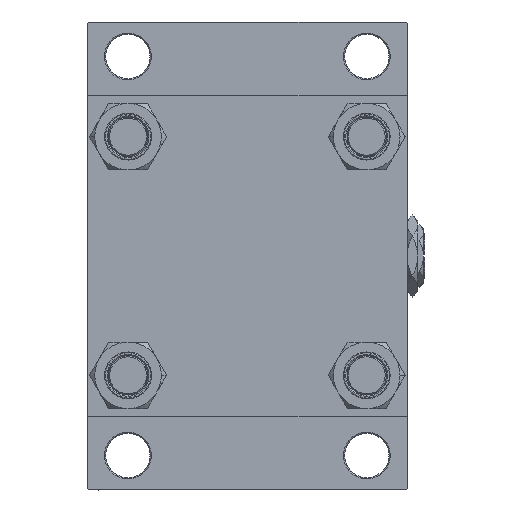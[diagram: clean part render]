
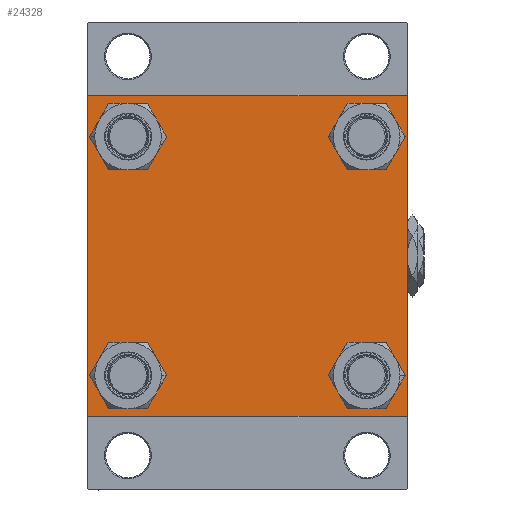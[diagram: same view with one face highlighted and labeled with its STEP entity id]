
A CAD part, left-side view. The second image highlights one B-rep face of the part: STEP entity #24328.
In plain terms, the highlighted planar face has unit normal (-1, 0, 0).
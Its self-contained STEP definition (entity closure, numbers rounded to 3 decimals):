
#367 = EDGE_CURVE ( 'NONE', #1126, #36105, #40980, .T. ) ;
#1126 = VERTEX_POINT ( 'NONE', #6851 ) ;
#1657 = EDGE_CURVE ( 'NONE', #12208, #44110, #48702, .T. ) ;
#1787 = EDGE_LOOP ( 'NONE', ( #49172, #33983 ) ) ;
#2631 = CIRCLE ( 'NONE', #19497, 8.5 ) ;
#2836 = ORIENTED_EDGE ( 'NONE', *, *, #8675, .F. ) ;
#2910 = DIRECTION ( 'NONE',  ( 0., 0., 1. ) ) ;
#3646 = VERTEX_POINT ( 'NONE', #30100 ) ;
#3758 = DIRECTION ( 'NONE',  ( 0., 0.707, -0.707 ) ) ;
#3784 = VECTOR ( 'NONE', #32502, 1000. ) ;
#3871 = CARTESIAN_POINT ( 'NONE',  ( 0., 48.45, -39.95 ) ) ;
#4755 = DIRECTION ( 'NONE',  ( 1., 0., 0. ) ) ;
#4767 = CARTESIAN_POINT ( 'NONE',  ( 0., -65., -64.5 ) ) ;
#5084 = EDGE_CURVE ( 'NONE', #25949, #29655, #49165, .T. ) ;
#5615 = EDGE_CURVE ( 'NONE', #36105, #1126, #38768, .T. ) ;
#5660 = CARTESIAN_POINT ( 'NONE',  ( 0., 48.45, 39.95 ) ) ;
#6094 = EDGE_CURVE ( 'NONE', #13709, #36987, #42521, .T. ) ;
#6173 = LINE ( 'NONE', #21275, #26304 ) ;
#6230 = DIRECTION ( 'NONE',  ( -1., 0., 0. ) ) ;
#6654 = EDGE_LOOP ( 'NONE', ( #44312, #38094, #11365, #39305, #2836, #9626, #30825, #14287 ) ) ;
#6851 = CARTESIAN_POINT ( 'NONE',  ( 0., 48.45, 56.95 ) ) ;
#7066 = AXIS2_PLACEMENT_3D ( 'NONE', #15080, #49043, #46025 ) ;
#7354 = EDGE_CURVE ( 'NONE', #35733, #46828, #40337, .T. ) ;
#8675 = EDGE_CURVE ( 'NONE', #40837, #10029, #14748, .T. ) ;
#9278 = FACE_BOUND ( 'NONE', #1787, .T. ) ;
#9626 = ORIENTED_EDGE ( 'NONE', *, *, #29099, .T. ) ;
#9661 = AXIS2_PLACEMENT_3D ( 'NONE', #31440, #4755, #19111 ) ;
#10029 = VERTEX_POINT ( 'NONE', #4767 ) ;
#10035 = EDGE_CURVE ( 'NONE', #46828, #35733, #2631, .T. ) ;
#10235 = CARTESIAN_POINT ( 'NONE',  ( 0., -48.45, -48.45 ) ) ;
#10580 = AXIS2_PLACEMENT_3D ( 'NONE', #34679, #23326, #26863 ) ;
#10688 = ORIENTED_EDGE ( 'NONE', *, *, #7354, .T. ) ;
#10767 = CARTESIAN_POINT ( 'NONE',  ( 0., 65., 65. ) ) ;
#10799 = VECTOR ( 'NONE', #40417, 1000. ) ;
#11365 = ORIENTED_EDGE ( 'NONE', *, *, #1657, .T. ) ;
#12208 = VERTEX_POINT ( 'NONE', #17134 ) ;
#12380 = CARTESIAN_POINT ( 'NONE',  ( 0., -48.45, -48.45 ) ) ;
#13311 = CARTESIAN_POINT ( 'NONE',  ( 0., 0., 0. ) ) ;
#13709 = VERTEX_POINT ( 'NONE', #16540 ) ;
#13788 = EDGE_CURVE ( 'NONE', #18405, #12208, #28355, .T. ) ;
#14287 = ORIENTED_EDGE ( 'NONE', *, *, #6094, .T. ) ;
#14355 = LINE ( 'NONE', #44555, #3784 ) ;
#14545 = LINE ( 'NONE', #10767, #14658 ) ;
#14658 = VECTOR ( 'NONE', #44507, 1000. ) ;
#14748 = LINE ( 'NONE', #22278, #25878 ) ;
#15080 = CARTESIAN_POINT ( 'NONE',  ( 0., 48.45, -48.45 ) ) ;
#16540 = CARTESIAN_POINT ( 'NONE',  ( 0., 64.5, 65. ) ) ;
#17031 = CIRCLE ( 'NONE', #29049, 8.5 ) ;
#17073 = AXIS2_PLACEMENT_3D ( 'NONE', #49690, #41890, #31577 ) ;
#17134 = CARTESIAN_POINT ( 'NONE',  ( 0., 64.5, -65. ) ) ;
#17303 = CARTESIAN_POINT ( 'NONE',  ( 0., 48.45, -48.45 ) ) ;
#18199 = CARTESIAN_POINT ( 'NONE',  ( 0., -64.5, -65. ) ) ;
#18405 = VERTEX_POINT ( 'NONE', #38844 ) ;
#18543 = ORIENTED_EDGE ( 'NONE', *, *, #5084, .T. ) ;
#19111 = DIRECTION ( 'NONE',  ( 0., 0., 1. ) ) ;
#19157 = CARTESIAN_POINT ( 'NONE',  ( 0., -48.45, 39.95 ) ) ;
#19497 = AXIS2_PLACEMENT_3D ( 'NONE', #47051, #27922, #39253 ) ;
#19706 = EDGE_LOOP ( 'NONE', ( #43433, #10688 ) ) ;
#19970 = VERTEX_POINT ( 'NONE', #3871 ) ;
#20012 = CARTESIAN_POINT ( 'NONE',  ( 0., -48.45, -56.95 ) ) ;
#20313 = EDGE_CURVE ( 'NONE', #44110, #10029, #14355, .T. ) ;
#21275 = CARTESIAN_POINT ( 'NONE',  ( 0., 65., 65. ) ) ;
#21506 = CARTESIAN_POINT ( 'NONE',  ( 0., 65., 64.5 ) ) ;
#21508 = ORIENTED_EDGE ( 'NONE', *, *, #367, .T. ) ;
#22278 = CARTESIAN_POINT ( 'NONE',  ( 0., -65., 65. ) ) ;
#23168 = VECTOR ( 'NONE', #45282, 1000. ) ;
#23326 = DIRECTION ( 'NONE',  ( 1., 0., 0. ) ) ;
#24328 = ADVANCED_FACE ( 'NONE', ( #39979, #24863, #9278, #32440, #47772 ), #32682, .T. ) ;
#24695 = EDGE_CURVE ( 'NONE', #13709, #3646, #6173, .T. ) ;
#24863 = FACE_BOUND ( 'NONE', #41106, .T. ) ;
#25535 = CARTESIAN_POINT ( 'NONE',  ( 0., -48.45, -39.95 ) ) ;
#25878 = VECTOR ( 'NONE', #44705, 1000. ) ;
#25949 = VERTEX_POINT ( 'NONE', #20012 ) ;
#26008 = CARTESIAN_POINT ( 'NONE',  ( 0., -48.45, 56.95 ) ) ;
#26304 = VECTOR ( 'NONE', #32871, 1000. ) ;
#26863 = DIRECTION ( 'NONE',  ( 0., 0., 1. ) ) ;
#27724 = DIRECTION ( 'NONE',  ( 1., 0., 0. ) ) ;
#27922 = DIRECTION ( 'NONE',  ( 1., 0., 0. ) ) ;
#28355 = LINE ( 'NONE', #47954, #10799 ) ;
#29049 = AXIS2_PLACEMENT_3D ( 'NONE', #10235, #29602, #2910 ) ;
#29098 = EDGE_CURVE ( 'NONE', #19970, #37266, #45667, .T. ) ;
#29099 = EDGE_CURVE ( 'NONE', #40837, #3646, #41499, .T. ) ;
#29602 = DIRECTION ( 'NONE',  ( 1., 0., 0. ) ) ;
#29610 = DIRECTION ( 'NONE',  ( 0., 0., 1. ) ) ;
#29655 = VERTEX_POINT ( 'NONE', #25535 ) ;
#29824 = CARTESIAN_POINT ( 'NONE',  ( 0., 65., -65. ) ) ;
#29927 = CARTESIAN_POINT ( 'NONE',  ( 0., -64.75, 64.75 ) ) ;
#30100 = CARTESIAN_POINT ( 'NONE',  ( 0., -64.5, 65. ) ) ;
#30197 = CARTESIAN_POINT ( 'NONE',  ( 0., 64.75, 64.75 ) ) ;
#30500 = CIRCLE ( 'NONE', #38556, 8.5 ) ;
#30825 = ORIENTED_EDGE ( 'NONE', *, *, #24695, .F. ) ;
#31440 = CARTESIAN_POINT ( 'NONE',  ( 0., 48.45, 48.45 ) ) ;
#31577 = DIRECTION ( 'NONE',  ( 0., 0., 1. ) ) ;
#32062 = CARTESIAN_POINT ( 'NONE',  ( 0., 48.45, -56.95 ) ) ;
#32088 = CARTESIAN_POINT ( 'NONE',  ( 0., -65., 64.5 ) ) ;
#32440 = FACE_BOUND ( 'NONE', #41530, .T. ) ;
#32502 = DIRECTION ( 'NONE',  ( 0., -0.707, 0.707 ) ) ;
#32682 = PLANE ( 'NONE',  #42413 ) ;
#32871 = DIRECTION ( 'NONE',  ( 0., -1., 0. ) ) ;
#33983 = ORIENTED_EDGE ( 'NONE', *, *, #34982, .T. ) ;
#34611 = VECTOR ( 'NONE', #41901, 1000. ) ;
#34679 = CARTESIAN_POINT ( 'NONE',  ( 0., -48.45, 48.45 ) ) ;
#34982 = EDGE_CURVE ( 'NONE', #37266, #19970, #30500, .T. ) ;
#35733 = VERTEX_POINT ( 'NONE', #19157 ) ;
#35789 = DIRECTION ( 'NONE',  ( 0., 0., 1. ) ) ;
#36105 = VERTEX_POINT ( 'NONE', #5660 ) ;
#36952 = DIRECTION ( 'NONE',  ( 0., 0., 1. ) ) ;
#36987 = VERTEX_POINT ( 'NONE', #21506 ) ;
#37266 = VERTEX_POINT ( 'NONE', #32062 ) ;
#38094 = ORIENTED_EDGE ( 'NONE', *, *, #13788, .T. ) ;
#38556 = AXIS2_PLACEMENT_3D ( 'NONE', #17303, #40696, #29610 ) ;
#38768 = CIRCLE ( 'NONE', #17073, 8.5 ) ;
#38844 = CARTESIAN_POINT ( 'NONE',  ( 0., 65., -64.5 ) ) ;
#39253 = DIRECTION ( 'NONE',  ( 0., 0., 1. ) ) ;
#39305 = ORIENTED_EDGE ( 'NONE', *, *, #20313, .T. ) ;
#39979 = FACE_BOUND ( 'NONE', #19706, .T. ) ;
#40337 = CIRCLE ( 'NONE', #10580, 8.5 ) ;
#40370 = EDGE_CURVE ( 'NONE', #36987, #18405, #14545, .T. ) ;
#40417 = DIRECTION ( 'NONE',  ( 0., -0.707, -0.707 ) ) ;
#40696 = DIRECTION ( 'NONE',  ( 1., 0., 0. ) ) ;
#40771 = ORIENTED_EDGE ( 'NONE', *, *, #43110, .T. ) ;
#40837 = VERTEX_POINT ( 'NONE', #32088 ) ;
#40980 = CIRCLE ( 'NONE', #9661, 8.5 ) ;
#41106 = EDGE_LOOP ( 'NONE', ( #40771, #18543 ) ) ;
#41499 = LINE ( 'NONE', #29927, #23168 ) ;
#41530 = EDGE_LOOP ( 'NONE', ( #21508, #42681 ) ) ;
#41890 = DIRECTION ( 'NONE',  ( 1., 0., 0. ) ) ;
#41901 = DIRECTION ( 'NONE',  ( 0., -1., 0. ) ) ;
#41948 = AXIS2_PLACEMENT_3D ( 'NONE', #12380, #27724, #35789 ) ;
#42413 = AXIS2_PLACEMENT_3D ( 'NONE', #13311, #6230, #36952 ) ;
#42521 = LINE ( 'NONE', #30197, #48409 ) ;
#42681 = ORIENTED_EDGE ( 'NONE', *, *, #5615, .T. ) ;
#43110 = EDGE_CURVE ( 'NONE', #29655, #25949, #17031, .T. ) ;
#43433 = ORIENTED_EDGE ( 'NONE', *, *, #10035, .T. ) ;
#44110 = VERTEX_POINT ( 'NONE', #18199 ) ;
#44312 = ORIENTED_EDGE ( 'NONE', *, *, #40370, .T. ) ;
#44507 = DIRECTION ( 'NONE',  ( 0., 0., -1. ) ) ;
#44555 = CARTESIAN_POINT ( 'NONE',  ( 0., -64.75, -64.75 ) ) ;
#44705 = DIRECTION ( 'NONE',  ( 0., 0., -1. ) ) ;
#45282 = DIRECTION ( 'NONE',  ( 0., 0.707, 0.707 ) ) ;
#45667 = CIRCLE ( 'NONE', #7066, 8.5 ) ;
#46025 = DIRECTION ( 'NONE',  ( 0., 0., 1. ) ) ;
#46828 = VERTEX_POINT ( 'NONE', #26008 ) ;
#47051 = CARTESIAN_POINT ( 'NONE',  ( 0., -48.45, 48.45 ) ) ;
#47772 = FACE_OUTER_BOUND ( 'NONE', #6654, .T. ) ;
#47954 = CARTESIAN_POINT ( 'NONE',  ( 0., 64.75, -64.75 ) ) ;
#48409 = VECTOR ( 'NONE', #3758, 1000. ) ;
#48702 = LINE ( 'NONE', #29824, #34611 ) ;
#49043 = DIRECTION ( 'NONE',  ( 1., 0., 0. ) ) ;
#49165 = CIRCLE ( 'NONE', #41948, 8.5 ) ;
#49172 = ORIENTED_EDGE ( 'NONE', *, *, #29098, .T. ) ;
#49690 = CARTESIAN_POINT ( 'NONE',  ( 0., 48.45, 48.45 ) ) ;
